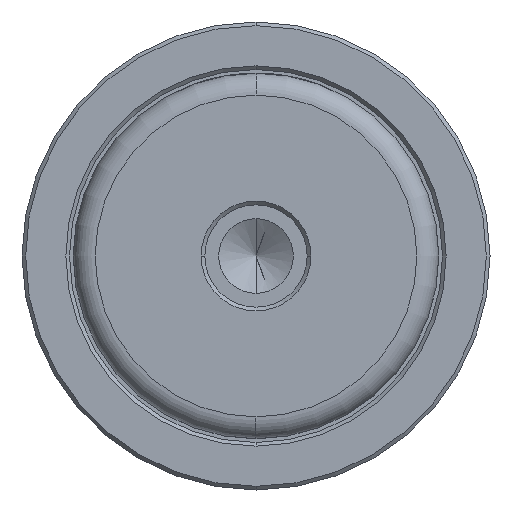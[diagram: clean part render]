
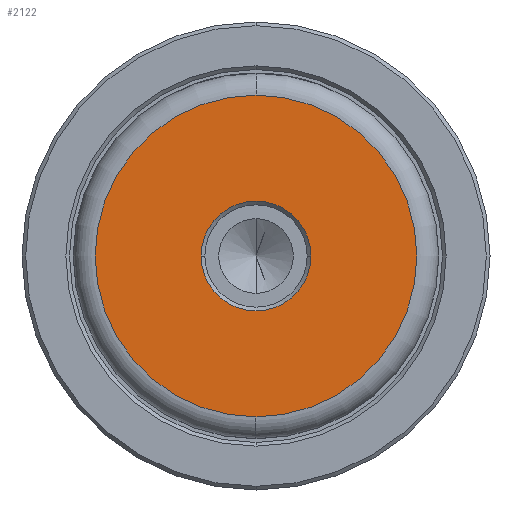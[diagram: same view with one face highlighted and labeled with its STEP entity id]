
A CAD part, left-side view. The second image highlights one B-rep face of the part: STEP entity #2122.
In plain terms, the highlighted planar face has unit normal (-1, 0, 0).
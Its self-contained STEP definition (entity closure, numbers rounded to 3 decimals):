
#52 = CARTESIAN_POINT ( 'NONE',  ( 0., 0., 21.997 ) ) ;
#89 = DIRECTION ( 'NONE',  ( 1., 0., 0. ) ) ;
#227 = AXIS2_PLACEMENT_3D ( 'NONE', #1015, #1589, #2635 ) ;
#311 = CARTESIAN_POINT ( 'NONE',  ( 0., 0., -21.997 ) ) ;
#353 = DIRECTION ( 'NONE',  ( 1., 0., 0. ) ) ;
#364 = DIRECTION ( 'NONE',  ( -1., 0., 0. ) ) ;
#398 = FACE_BOUND ( 'NONE', #787, .T. ) ;
#660 = CIRCLE ( 'NONE', #1229, 21.997 ) ;
#662 = ORIENTED_EDGE ( 'NONE', *, *, #1801, .T. ) ;
#719 = CIRCLE ( 'NONE', #2105, 7.5 ) ;
#787 = EDGE_LOOP ( 'NONE', ( #1011, #1888 ) ) ;
#809 = PLANE ( 'NONE',  #227 ) ;
#857 = EDGE_CURVE ( 'NONE', #2339, #1017, #719, .T. ) ;
#914 = CARTESIAN_POINT ( 'NONE',  ( 0., 0., 0. ) ) ;
#1011 = ORIENTED_EDGE ( 'NONE', *, *, #857, .T. ) ;
#1015 = CARTESIAN_POINT ( 'NONE',  ( 0., 0., 0. ) ) ;
#1017 = VERTEX_POINT ( 'NONE', #1864 ) ;
#1057 = AXIS2_PLACEMENT_3D ( 'NONE', #1305, #89, #1495 ) ;
#1114 = VERTEX_POINT ( 'NONE', #52 ) ;
#1122 = DIRECTION ( 'NONE',  ( 0., 0., 1. ) ) ;
#1168 = EDGE_CURVE ( 'NONE', #1017, #2339, #1995, .T. ) ;
#1229 = AXIS2_PLACEMENT_3D ( 'NONE', #1577, #364, #1773 ) ;
#1305 = CARTESIAN_POINT ( 'NONE',  ( 0., 0., 0. ) ) ;
#1466 = FACE_OUTER_BOUND ( 'NONE', #1937, .T. ) ;
#1495 = DIRECTION ( 'NONE',  ( 0., 0., 1. ) ) ;
#1563 = CARTESIAN_POINT ( 'NONE',  ( 0., 0., 0. ) ) ;
#1577 = CARTESIAN_POINT ( 'NONE',  ( 0., 0., 0. ) ) ;
#1580 = CIRCLE ( 'NONE', #2083, 21.997 ) ;
#1589 = DIRECTION ( 'NONE',  ( -1., 0., 0. ) ) ;
#1762 = DIRECTION ( 'NONE',  ( 0., 0., 1. ) ) ;
#1773 = DIRECTION ( 'NONE',  ( 0., 0., 1. ) ) ;
#1801 = EDGE_CURVE ( 'NONE', #1114, #2396, #1580, .T. ) ;
#1864 = CARTESIAN_POINT ( 'NONE',  ( 0., 7.5, 0. ) ) ;
#1888 = ORIENTED_EDGE ( 'NONE', *, *, #1168, .T. ) ;
#1894 = CARTESIAN_POINT ( 'NONE',  ( 0., -7.5, 0. ) ) ;
#1937 = EDGE_LOOP ( 'NONE', ( #662, #2014 ) ) ;
#1972 = EDGE_CURVE ( 'NONE', #2396, #1114, #660, .T. ) ;
#1995 = CIRCLE ( 'NONE', #1057, 7.5 ) ;
#2014 = ORIENTED_EDGE ( 'NONE', *, *, #1972, .T. ) ;
#2083 = AXIS2_PLACEMENT_3D ( 'NONE', #914, #2333, #1122 ) ;
#2105 = AXIS2_PLACEMENT_3D ( 'NONE', #1563, #353, #1762 ) ;
#2122 = ADVANCED_FACE ( 'NONE', ( #398, #1466 ), #809, .T. ) ;
#2333 = DIRECTION ( 'NONE',  ( -1., 0., 0. ) ) ;
#2339 = VERTEX_POINT ( 'NONE', #1894 ) ;
#2396 = VERTEX_POINT ( 'NONE', #311 ) ;
#2635 = DIRECTION ( 'NONE',  ( 0., 0., 1. ) ) ;
